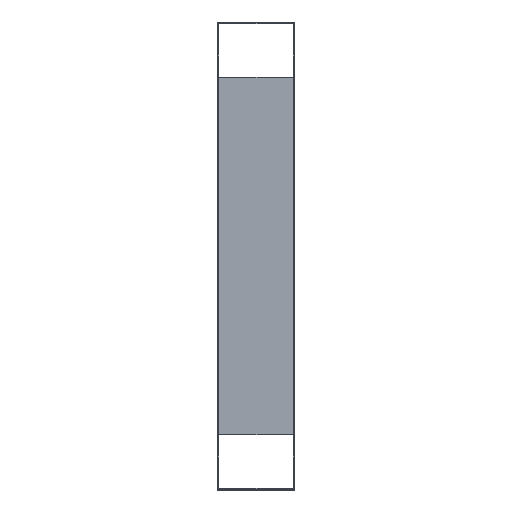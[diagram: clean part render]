
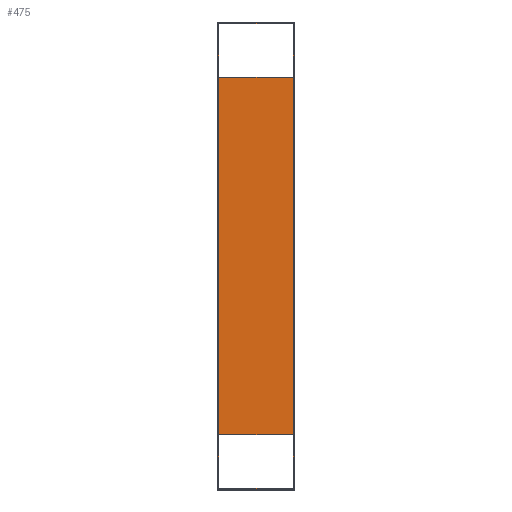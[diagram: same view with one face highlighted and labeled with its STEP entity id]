
A CAD part, left-side view. The second image highlights one B-rep face of the part: STEP entity #475.
In plain terms, the highlighted planar face has unit normal (-1, 0, 0).
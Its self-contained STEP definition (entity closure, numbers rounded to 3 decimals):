
#7 = LINE ( 'NONE', #1515, #1166 ) ;
#33 = DIRECTION ( 'NONE',  ( 0., 1., 0. ) ) ;
#50 = EDGE_LOOP ( 'NONE', ( #256, #569, #1486, #2127 ) ) ;
#60 = CARTESIAN_POINT ( 'NONE',  ( -400., 0., -358.547 ) ) ;
#110 = LINE ( 'NONE', #1061, #1827 ) ;
#138 = CARTESIAN_POINT ( 'NONE',  ( -400., 68.6, 210.1 ) ) ;
#205 = DIRECTION ( 'NONE',  ( 0., -1., 0. ) ) ;
#208 = EDGE_CURVE ( 'NONE', #612, #2135, #110, .T. ) ;
#242 = CARTESIAN_POINT ( 'NONE',  ( -400., 70., -211.5 ) ) ;
#243 = VERTEX_POINT ( 'NONE', #1053 ) ;
#256 = ORIENTED_EDGE ( 'NONE', *, *, #1528, .T. ) ;
#265 = LINE ( 'NONE', #1235, #536 ) ;
#298 = ORIENTED_EDGE ( 'NONE', *, *, #759, .T. ) ;
#401 = LINE ( 'NONE', #138, #797 ) ;
#437 = DIRECTION ( 'NONE',  ( 0., 0., 1. ) ) ;
#440 = CARTESIAN_POINT ( 'NONE',  ( -400., 68.6, 210.1 ) ) ;
#459 = CARTESIAN_POINT ( 'NONE',  ( -400., 70., -358.547 ) ) ;
#475 = ADVANCED_FACE ( 'NONE', ( #971, #540, #2093 ), #807, .T. ) ;
#514 = VERTEX_POINT ( 'NONE', #1711 ) ;
#524 = CARTESIAN_POINT ( 'NONE',  ( -400., 1.4, 210.1 ) ) ;
#536 = VECTOR ( 'NONE', #901, 1000. ) ;
#540 = FACE_BOUND ( 'NONE', #1544, .T. ) ;
#541 = EDGE_CURVE ( 'NONE', #1565, #2232, #401, .T. ) ;
#562 = LINE ( 'NONE', #1822, #2088 ) ;
#569 = ORIENTED_EDGE ( 'NONE', *, *, #2132, .T. ) ;
#574 = ORIENTED_EDGE ( 'NONE', *, *, #1829, .T. ) ;
#604 = VECTOR ( 'NONE', #437, 1000. ) ;
#612 = VERTEX_POINT ( 'NONE', #2106 ) ;
#617 = DIRECTION ( 'NONE',  ( 0., -1., 0. ) ) ;
#655 = VECTOR ( 'NONE', #1749, 1000. ) ;
#658 = VECTOR ( 'NONE', #1257, 1000. ) ;
#741 = EDGE_CURVE ( 'NONE', #827, #1048, #1138, .T. ) ;
#759 = EDGE_CURVE ( 'NONE', #2135, #1565, #265, .T. ) ;
#775 = ORIENTED_EDGE ( 'NONE', *, *, #741, .T. ) ;
#797 = VECTOR ( 'NONE', #617, 1000. ) ;
#799 = DIRECTION ( 'NONE',  ( -1., 0., 0. ) ) ;
#807 = PLANE ( 'NONE',  #1075 ) ;
#827 = VERTEX_POINT ( 'NONE', #242 ) ;
#882 = VECTOR ( 'NONE', #1324, 1000. ) ;
#891 = CARTESIAN_POINT ( 'NONE',  ( -400., 0., 211.5 ) ) ;
#901 = DIRECTION ( 'NONE',  ( 0., 0., 1. ) ) ;
#956 = ORIENTED_EDGE ( 'NONE', *, *, #957, .F. ) ;
#957 = EDGE_CURVE ( 'NONE', #827, #243, #1557, .T. ) ;
#971 = FACE_BOUND ( 'NONE', #50, .T. ) ;
#990 = ORIENTED_EDGE ( 'NONE', *, *, #541, .T. ) ;
#1015 = EDGE_CURVE ( 'NONE', #2029, #1437, #7, .T. ) ;
#1048 = VERTEX_POINT ( 'NONE', #1897 ) ;
#1053 = CARTESIAN_POINT ( 'NONE',  ( -400., 70., 211.5 ) ) ;
#1061 = CARTESIAN_POINT ( 'NONE',  ( -400., 68.6, 161.5 ) ) ;
#1063 = CARTESIAN_POINT ( 'NONE',  ( -400., 70., 211.5 ) ) ;
#1075 = AXIS2_PLACEMENT_3D ( 'NONE', #459, #799, #2051 ) ;
#1115 = VECTOR ( 'NONE', #205, 1000. ) ;
#1135 = VECTOR ( 'NONE', #2108, 1000. ) ;
#1138 = LINE ( 'NONE', #2142, #1115 ) ;
#1166 = VECTOR ( 'NONE', #1325, 1000. ) ;
#1172 = CARTESIAN_POINT ( 'NONE',  ( -400., 1.4, 210.1 ) ) ;
#1235 = CARTESIAN_POINT ( 'NONE',  ( -400., 68.6, 210.1 ) ) ;
#1257 = DIRECTION ( 'NONE',  ( 0., 0., 1. ) ) ;
#1270 = VERTEX_POINT ( 'NONE', #891 ) ;
#1304 = LINE ( 'NONE', #524, #1135 ) ;
#1318 = CARTESIAN_POINT ( 'NONE',  ( -400., 68.6, -210.1 ) ) ;
#1324 = DIRECTION ( 'NONE',  ( 0., 0., 1. ) ) ;
#1325 = DIRECTION ( 'NONE',  ( 0., -1., 0. ) ) ;
#1345 = EDGE_CURVE ( 'NONE', #1048, #1270, #1555, .T. ) ;
#1419 = DIRECTION ( 'NONE',  ( 0., 1., 0. ) ) ;
#1437 = VERTEX_POINT ( 'NONE', #1453 ) ;
#1453 = CARTESIAN_POINT ( 'NONE',  ( -400., 1.4, -161.5 ) ) ;
#1465 = DIRECTION ( 'NONE',  ( 0., 0., -1. ) ) ;
#1486 = ORIENTED_EDGE ( 'NONE', *, *, #2010, .T. ) ;
#1495 = CARTESIAN_POINT ( 'NONE',  ( -400., 68.6, -161.5 ) ) ;
#1515 = CARTESIAN_POINT ( 'NONE',  ( -400., 68.6, -161.5 ) ) ;
#1528 = EDGE_CURVE ( 'NONE', #1437, #2160, #562, .T. ) ;
#1544 = EDGE_LOOP ( 'NONE', ( #990, #2068, #1909, #298 ) ) ;
#1555 = LINE ( 'NONE', #60, #658 ) ;
#1557 = LINE ( 'NONE', #1867, #604 ) ;
#1565 = VERTEX_POINT ( 'NONE', #440 ) ;
#1711 = CARTESIAN_POINT ( 'NONE',  ( -400., 68.6, -210.1 ) ) ;
#1749 = DIRECTION ( 'NONE',  ( 0., 1., 0. ) ) ;
#1822 = CARTESIAN_POINT ( 'NONE',  ( -400., 1.4, -210.1 ) ) ;
#1827 = VECTOR ( 'NONE', #1419, 1000. ) ;
#1829 = EDGE_CURVE ( 'NONE', #1270, #243, #2113, .T. ) ;
#1861 = CARTESIAN_POINT ( 'NONE',  ( -400., 68.6, -210.1 ) ) ;
#1867 = CARTESIAN_POINT ( 'NONE',  ( -400., 70., -358.547 ) ) ;
#1896 = LINE ( 'NONE', #1861, #882 ) ;
#1897 = CARTESIAN_POINT ( 'NONE',  ( -400., 0., -211.5 ) ) ;
#1907 = ORIENTED_EDGE ( 'NONE', *, *, #1345, .T. ) ;
#1908 = EDGE_CURVE ( 'NONE', #2232, #612, #1304, .T. ) ;
#1909 = ORIENTED_EDGE ( 'NONE', *, *, #208, .T. ) ;
#1926 = VECTOR ( 'NONE', #33, 1000. ) ;
#2010 = EDGE_CURVE ( 'NONE', #514, #2029, #1896, .T. ) ;
#2029 = VERTEX_POINT ( 'NONE', #1495 ) ;
#2038 = EDGE_LOOP ( 'NONE', ( #956, #775, #1907, #574 ) ) ;
#2051 = DIRECTION ( 'NONE',  ( 0., 0., 1. ) ) ;
#2066 = CARTESIAN_POINT ( 'NONE',  ( -400., 68.6, 161.5 ) ) ;
#2068 = ORIENTED_EDGE ( 'NONE', *, *, #1908, .T. ) ;
#2082 = LINE ( 'NONE', #1318, #655 ) ;
#2083 = CARTESIAN_POINT ( 'NONE',  ( -400., 1.4, -210.1 ) ) ;
#2088 = VECTOR ( 'NONE', #1465, 1000. ) ;
#2093 = FACE_OUTER_BOUND ( 'NONE', #2038, .T. ) ;
#2106 = CARTESIAN_POINT ( 'NONE',  ( -400., 1.4, 161.5 ) ) ;
#2108 = DIRECTION ( 'NONE',  ( 0., 0., -1. ) ) ;
#2113 = LINE ( 'NONE', #1063, #1926 ) ;
#2127 = ORIENTED_EDGE ( 'NONE', *, *, #1015, .T. ) ;
#2132 = EDGE_CURVE ( 'NONE', #2160, #514, #2082, .T. ) ;
#2135 = VERTEX_POINT ( 'NONE', #2066 ) ;
#2142 = CARTESIAN_POINT ( 'NONE',  ( -400., 70., -211.5 ) ) ;
#2160 = VERTEX_POINT ( 'NONE', #2083 ) ;
#2232 = VERTEX_POINT ( 'NONE', #1172 ) ;
